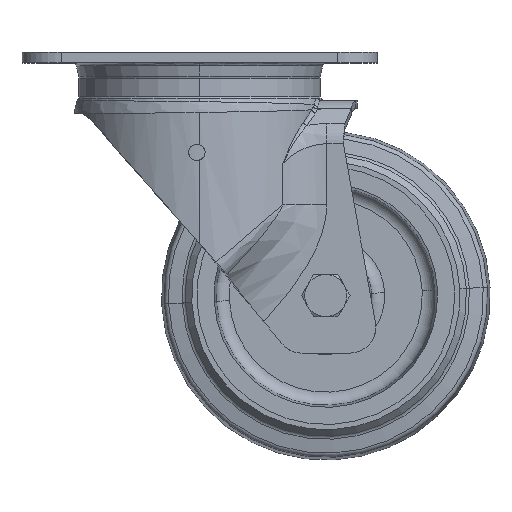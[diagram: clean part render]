
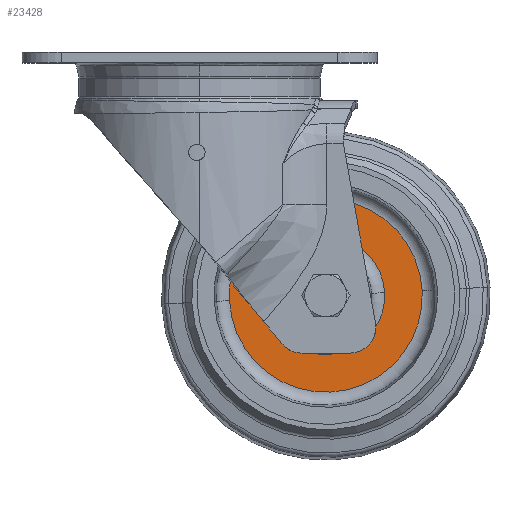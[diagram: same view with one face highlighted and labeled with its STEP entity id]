
A CAD part, top view. The second image highlights one B-rep face of the part: STEP entity #23428.
In plain terms, the highlighted planar face has unit normal (0, 0, 1).
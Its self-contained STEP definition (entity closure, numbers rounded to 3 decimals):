
#624 = DIRECTION ( 'NONE',  ( 0., 0., 1. ) ) ;
#1269 = AXIS2_PLACEMENT_3D ( 'NONE', #34160, #18562, #2551 ) ;
#1575 = ORIENTED_EDGE ( 'NONE', *, *, #4078, .T. ) ;
#2044 = CARTESIAN_POINT ( 'NONE',  ( 11.355, -94.395, 4. ) ) ;
#2551 = DIRECTION ( 'NONE',  ( -0.999, -0.052, 0. ) ) ;
#3539 = CARTESIAN_POINT ( 'NONE',  ( 48., -92.5, 4. ) ) ;
#4078 = EDGE_CURVE ( 'NONE', #22273, #19550, #27304, .T. ) ;
#4600 = ORIENTED_EDGE ( 'NONE', *, *, #20170, .T. ) ;
#5257 = FACE_BOUND ( 'NONE', #26184, .T. ) ;
#6016 = ORIENTED_EDGE ( 'NONE', *, *, #6750, .T. ) ;
#6132 = CARTESIAN_POINT ( 'NONE',  ( 48., -92.5, 4. ) ) ;
#6318 = DIRECTION ( 'NONE',  ( -0.999, -0.052, 0. ) ) ;
#6750 = EDGE_CURVE ( 'NONE', #19550, #22273, #29534, .T. ) ;
#6874 = AXIS2_PLACEMENT_3D ( 'NONE', #6132, #24523, #8866 ) ;
#7395 = AXIS2_PLACEMENT_3D ( 'NONE', #16714, #624, #19373 ) ;
#8756 = CARTESIAN_POINT ( 'NONE',  ( 25.611, -93.658, 4. ) ) ;
#8866 = DIRECTION ( 'NONE',  ( -0.999, -0.052, 0. ) ) ;
#11224 = CARTESIAN_POINT ( 'NONE',  ( 84.645, -90.605, 4. ) ) ;
#11936 = CARTESIAN_POINT ( 'NONE',  ( 48., -92.5, 4. ) ) ;
#12386 = FACE_OUTER_BOUND ( 'NONE', #29900, .T. ) ;
#12679 = AXIS2_PLACEMENT_3D ( 'NONE', #11936, #30150, #14545 ) ;
#12876 = EDGE_CURVE ( 'NONE', #13893, #19720, #15370, .T. ) ;
#13893 = VERTEX_POINT ( 'NONE', #11224 ) ;
#14545 = DIRECTION ( 'NONE',  ( -0.999, -0.052, 0. ) ) ;
#15370 = CIRCLE ( 'NONE', #6874, 36.694 ) ;
#16714 = CARTESIAN_POINT ( 'NONE',  ( 48., -92.5, 4. ) ) ;
#18562 = DIRECTION ( 'NONE',  ( 0., 0., -1. ) ) ;
#19373 = DIRECTION ( 'NONE',  ( -0.999, -0.052, 0. ) ) ;
#19550 = VERTEX_POINT ( 'NONE', #30357 ) ;
#19720 = VERTEX_POINT ( 'NONE', #2044 ) ;
#20170 = EDGE_CURVE ( 'NONE', #19720, #13893, #23187, .T. ) ;
#21050 = PLANE ( 'NONE',  #1269 ) ;
#22086 = DIRECTION ( 'NONE',  ( 0., 0., -1. ) ) ;
#22273 = VERTEX_POINT ( 'NONE', #8756 ) ;
#23187 = CIRCLE ( 'NONE', #7395, 36.694 ) ;
#23428 = ADVANCED_FACE ( 'NONE', ( #12386, #5257 ), #21050, .F. ) ;
#24523 = DIRECTION ( 'NONE',  ( 0., 0., 1. ) ) ;
#25259 = AXIS2_PLACEMENT_3D ( 'NONE', #3539, #22086, #6318 ) ;
#26184 = EDGE_LOOP ( 'NONE', ( #1575, #6016 ) ) ;
#27304 = CIRCLE ( 'NONE', #25259, 22.419 ) ;
#29534 = CIRCLE ( 'NONE', #12679, 22.419 ) ;
#29900 = EDGE_LOOP ( 'NONE', ( #4600, #33398 ) ) ;
#30150 = DIRECTION ( 'NONE',  ( 0., 0., -1. ) ) ;
#30357 = CARTESIAN_POINT ( 'NONE',  ( 70.389, -91.342, 4. ) ) ;
#33398 = ORIENTED_EDGE ( 'NONE', *, *, #12876, .T. ) ;
#34160 = CARTESIAN_POINT ( 'NONE',  ( 47.079, -74.687, 4. ) ) ;
